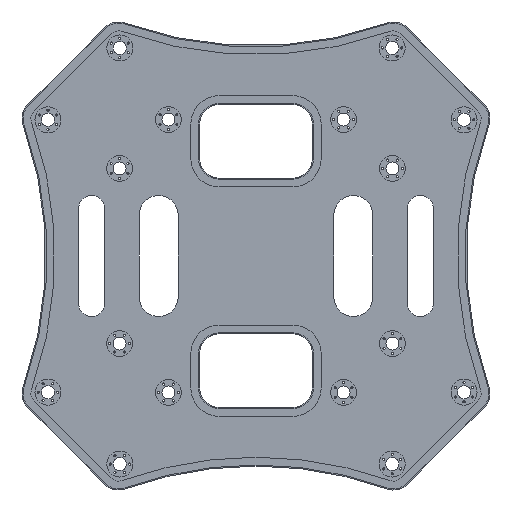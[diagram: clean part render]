
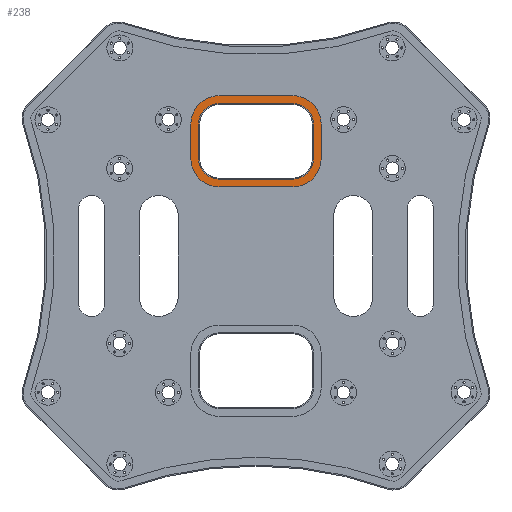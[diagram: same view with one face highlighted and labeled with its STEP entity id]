
A CAD part, front view. The second image highlights one B-rep face of the part: STEP entity #238.
In plain terms, the highlighted planar face has unit normal (0, -1, 0).
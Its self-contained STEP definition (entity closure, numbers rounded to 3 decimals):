
#12 = VECTOR ( 'NONE', #14792, 1000. ) ;
#69 = EDGE_CURVE ( 'NONE', #12582, #4994, #2510, .T. ) ;
#238 = ADVANCED_FACE ( 'NONE', ( #5913, #8884 ), #14368, .T. ) ;
#359 = CARTESIAN_POINT ( 'NONE',  ( -8.5, -0.826, 22.5 ) ) ;
#409 = EDGE_CURVE ( 'NONE', #9542, #16743, #13990, .T. ) ;
#537 = AXIS2_PLACEMENT_3D ( 'NONE', #15821, #8983, #15446 ) ;
#565 = CIRCLE ( 'NONE', #2280, 6.55 ) ;
#885 = CARTESIAN_POINT ( 'NONE',  ( 8.5, -0.826, 37.05 ) ) ;
#966 = CARTESIAN_POINT ( 'NONE',  ( -13.25, -0.826, 0. ) ) ;
#1000 = ORIENTED_EDGE ( 'NONE', *, *, #10977, .T. ) ;
#1019 = AXIS2_PLACEMENT_3D ( 'NONE', #12957, #5758, #10053 ) ;
#1028 = EDGE_CURVE ( 'NONE', #4994, #5556, #565, .T. ) ;
#1183 = DIRECTION ( 'NONE',  ( 0., 1., 0. ) ) ;
#1189 = VECTOR ( 'NONE', #12597, 1000. ) ;
#1351 = VERTEX_POINT ( 'NONE', #9357 ) ;
#1521 = DIRECTION ( 'NONE',  ( 0., 0., 1. ) ) ;
#2038 = DIRECTION ( 'NONE',  ( 0., 0., 1. ) ) ;
#2086 = ORIENTED_EDGE ( 'NONE', *, *, #409, .T. ) ;
#2168 = DIRECTION ( 'NONE',  ( 0., 0., 1. ) ) ;
#2280 = AXIS2_PLACEMENT_3D ( 'NONE', #15029, #11518, #7117 ) ;
#2315 = CARTESIAN_POINT ( 'NONE',  ( -8.5, -0.826, 30.5 ) ) ;
#2510 = LINE ( 'NONE', #7813, #16580 ) ;
#2561 = LINE ( 'NONE', #9380, #12 ) ;
#2563 = CARTESIAN_POINT ( 'NONE',  ( 0., -0.826, 15.95 ) ) ;
#2826 = CARTESIAN_POINT ( 'NONE',  ( 15.05, -0.826, 22.5 ) ) ;
#2842 = ORIENTED_EDGE ( 'NONE', *, *, #17719, .T. ) ;
#2928 = DIRECTION ( 'NONE',  ( 0., 0., -1. ) ) ;
#2966 = EDGE_CURVE ( 'NONE', #10580, #3658, #15206, .T. ) ;
#2999 = VECTOR ( 'NONE', #12342, 1000. ) ;
#3069 = VECTOR ( 'NONE', #10456, 1000. ) ;
#3115 = EDGE_CURVE ( 'NONE', #14883, #13850, #16364, .T. ) ;
#3486 = EDGE_CURVE ( 'NONE', #14117, #3658, #12537, .T. ) ;
#3638 = EDGE_CURVE ( 'NONE', #3952, #13819, #17131, .T. ) ;
#3658 = VERTEX_POINT ( 'NONE', #11548 ) ;
#3675 = CARTESIAN_POINT ( 'NONE',  ( 15.05, -0.826, 30.5 ) ) ;
#3808 = AXIS2_PLACEMENT_3D ( 'NONE', #15822, #8984, #2168 ) ;
#3897 = AXIS2_PLACEMENT_3D ( 'NONE', #8848, #10287, #2038 ) ;
#3952 = VERTEX_POINT ( 'NONE', #10138 ) ;
#4243 = AXIS2_PLACEMENT_3D ( 'NONE', #16703, #11641, #6159 ) ;
#4887 = CARTESIAN_POINT ( 'NONE',  ( -8.5, -0.826, 37.05 ) ) ;
#4994 = VERTEX_POINT ( 'NONE', #2826 ) ;
#5017 = CIRCLE ( 'NONE', #1019, 6.55 ) ;
#5060 = ORIENTED_EDGE ( 'NONE', *, *, #3115, .T. ) ;
#5330 = EDGE_CURVE ( 'NONE', #16671, #13850, #14593, .T. ) ;
#5556 = VERTEX_POINT ( 'NONE', #12772 ) ;
#5758 = DIRECTION ( 'NONE',  ( 0., 1., 0. ) ) ;
#5851 = DIRECTION ( 'NONE',  ( 0., 0., -1. ) ) ;
#5913 = FACE_BOUND ( 'NONE', #7908, .T. ) ;
#6023 = AXIS2_PLACEMENT_3D ( 'NONE', #359, #14064, #10015 ) ;
#6159 = DIRECTION ( 'NONE',  ( 0., 0., 1. ) ) ;
#6220 = ORIENTED_EDGE ( 'NONE', *, *, #3638, .T. ) ;
#6774 = LINE ( 'NONE', #7119, #1189 ) ;
#6921 = CARTESIAN_POINT ( 'NONE',  ( -13.25, -0.826, 30.5 ) ) ;
#7117 = DIRECTION ( 'NONE',  ( 0., 0., 1. ) ) ;
#7119 = CARTESIAN_POINT ( 'NONE',  ( 0., -0.826, 37.05 ) ) ;
#7287 = CIRCLE ( 'NONE', #13338, 6.55 ) ;
#7813 = CARTESIAN_POINT ( 'NONE',  ( 15.05, -0.826, 0. ) ) ;
#7908 = EDGE_LOOP ( 'NONE', ( #2086, #2842, #6220, #10852, #5060, #14614, #1000, #13073 ) ) ;
#7991 = ORIENTED_EDGE ( 'NONE', *, *, #9137, .F. ) ;
#8080 = CARTESIAN_POINT ( 'NONE',  ( -8.5, -0.826, 15.95 ) ) ;
#8238 = VECTOR ( 'NONE', #9430, 1000. ) ;
#8290 = LINE ( 'NONE', #2563, #2999 ) ;
#8314 = CARTESIAN_POINT ( 'NONE',  ( -8.5, -0.826, 17.75 ) ) ;
#8482 = CARTESIAN_POINT ( 'NONE',  ( -15.05, -0.826, 0. ) ) ;
#8602 = ORIENTED_EDGE ( 'NONE', *, *, #1028, .F. ) ;
#8848 = CARTESIAN_POINT ( 'NONE',  ( 8.5, -0.826, 22.5 ) ) ;
#8884 = FACE_OUTER_BOUND ( 'NONE', #13404, .T. ) ;
#8983 = DIRECTION ( 'NONE',  ( 0., -1., 0. ) ) ;
#8984 = DIRECTION ( 'NONE',  ( 0., 1., 0. ) ) ;
#9137 = EDGE_CURVE ( 'NONE', #11754, #12582, #5017, .T. ) ;
#9357 = CARTESIAN_POINT ( 'NONE',  ( -8.5, -0.826, 35.25 ) ) ;
#9380 = CARTESIAN_POINT ( 'NONE',  ( 0., -0.826, 35.25 ) ) ;
#9430 = DIRECTION ( 'NONE',  ( 1., 0., 0. ) ) ;
#9486 = VECTOR ( 'NONE', #5851, 1000. ) ;
#9523 = ORIENTED_EDGE ( 'NONE', *, *, #2966, .F. ) ;
#9542 = VERTEX_POINT ( 'NONE', #9855 ) ;
#9855 = CARTESIAN_POINT ( 'NONE',  ( 8.5, -0.826, 35.25 ) ) ;
#10015 = DIRECTION ( 'NONE',  ( 0., 0., 1. ) ) ;
#10053 = DIRECTION ( 'NONE',  ( 0., 0., 1. ) ) ;
#10138 = CARTESIAN_POINT ( 'NONE',  ( 13.25, -0.826, 22.5 ) ) ;
#10287 = DIRECTION ( 'NONE',  ( 0., 1., 0. ) ) ;
#10456 = DIRECTION ( 'NONE',  ( 0., 0., -1. ) ) ;
#10580 = VERTEX_POINT ( 'NONE', #8080 ) ;
#10852 = ORIENTED_EDGE ( 'NONE', *, *, #15540, .F. ) ;
#10977 = EDGE_CURVE ( 'NONE', #16671, #1351, #13293, .T. ) ;
#11020 = CARTESIAN_POINT ( 'NONE',  ( -8.5, -0.826, 22.5 ) ) ;
#11518 = DIRECTION ( 'NONE',  ( 0., 1., 0. ) ) ;
#11548 = CARTESIAN_POINT ( 'NONE',  ( -15.05, -0.826, 22.5 ) ) ;
#11641 = DIRECTION ( 'NONE',  ( 0., 1., 0. ) ) ;
#11654 = DIRECTION ( 'NONE',  ( 0., 1., 0. ) ) ;
#11754 = VERTEX_POINT ( 'NONE', #885 ) ;
#12342 = DIRECTION ( 'NONE',  ( 1., 0., 0. ) ) ;
#12379 = ORIENTED_EDGE ( 'NONE', *, *, #3486, .T. ) ;
#12398 = ORIENTED_EDGE ( 'NONE', *, *, #13539, .F. ) ;
#12491 = CARTESIAN_POINT ( 'NONE',  ( 13.25, -0.826, 30.5 ) ) ;
#12537 = LINE ( 'NONE', #8482, #14810 ) ;
#12582 = VERTEX_POINT ( 'NONE', #3675 ) ;
#12597 = DIRECTION ( 'NONE',  ( 1., 0., 0. ) ) ;
#12772 = CARTESIAN_POINT ( 'NONE',  ( 8.5, -0.826, 15.95 ) ) ;
#12957 = CARTESIAN_POINT ( 'NONE',  ( 8.5, -0.826, 30.5 ) ) ;
#13073 = ORIENTED_EDGE ( 'NONE', *, *, #16322, .T. ) ;
#13293 = CIRCLE ( 'NONE', #3808, 4.75 ) ;
#13338 = AXIS2_PLACEMENT_3D ( 'NONE', #2315, #11654, #17163 ) ;
#13404 = EDGE_LOOP ( 'NONE', ( #13453, #12398, #12379, #9523, #17763, #8602, #17114, #7991 ) ) ;
#13453 = ORIENTED_EDGE ( 'NONE', *, *, #17662, .F. ) ;
#13539 = EDGE_CURVE ( 'NONE', #14117, #17718, #7287, .T. ) ;
#13616 = EDGE_CURVE ( 'NONE', #10580, #5556, #8290, .T. ) ;
#13819 = VERTEX_POINT ( 'NONE', #14592 ) ;
#13850 = VERTEX_POINT ( 'NONE', #15681 ) ;
#13990 = CIRCLE ( 'NONE', #4243, 4.75 ) ;
#14022 = CARTESIAN_POINT ( 'NONE',  ( -15.05, -0.826, 30.5 ) ) ;
#14029 = LINE ( 'NONE', #17032, #9486 ) ;
#14064 = DIRECTION ( 'NONE',  ( 0., 1., 0. ) ) ;
#14117 = VERTEX_POINT ( 'NONE', #14022 ) ;
#14351 = AXIS2_PLACEMENT_3D ( 'NONE', #11020, #1183, #1521 ) ;
#14368 = PLANE ( 'NONE',  #537 ) ;
#14592 = CARTESIAN_POINT ( 'NONE',  ( 8.5, -0.826, 17.75 ) ) ;
#14593 = LINE ( 'NONE', #966, #3069 ) ;
#14614 = ORIENTED_EDGE ( 'NONE', *, *, #5330, .F. ) ;
#14792 = DIRECTION ( 'NONE',  ( 1., 0., 0. ) ) ;
#14810 = VECTOR ( 'NONE', #2928, 1000. ) ;
#14883 = VERTEX_POINT ( 'NONE', #8314 ) ;
#15029 = CARTESIAN_POINT ( 'NONE',  ( 8.5, -0.826, 22.5 ) ) ;
#15206 = CIRCLE ( 'NONE', #14351, 6.55 ) ;
#15446 = DIRECTION ( 'NONE',  ( 0., 0., 1. ) ) ;
#15540 = EDGE_CURVE ( 'NONE', #14883, #13819, #17483, .T. ) ;
#15681 = CARTESIAN_POINT ( 'NONE',  ( -13.25, -0.826, 22.5 ) ) ;
#15821 = CARTESIAN_POINT ( 'NONE',  ( 0., -0.826, 0. ) ) ;
#15822 = CARTESIAN_POINT ( 'NONE',  ( -8.5, -0.826, 30.5 ) ) ;
#15925 = DIRECTION ( 'NONE',  ( 0., 0., -1. ) ) ;
#16281 = CARTESIAN_POINT ( 'NONE',  ( 0., -0.826, 17.75 ) ) ;
#16322 = EDGE_CURVE ( 'NONE', #1351, #9542, #2561, .T. ) ;
#16364 = CIRCLE ( 'NONE', #6023, 4.75 ) ;
#16580 = VECTOR ( 'NONE', #15925, 1000. ) ;
#16671 = VERTEX_POINT ( 'NONE', #6921 ) ;
#16703 = CARTESIAN_POINT ( 'NONE',  ( 8.5, -0.826, 30.5 ) ) ;
#16743 = VERTEX_POINT ( 'NONE', #12491 ) ;
#17032 = CARTESIAN_POINT ( 'NONE',  ( 13.25, -0.826, 0. ) ) ;
#17114 = ORIENTED_EDGE ( 'NONE', *, *, #69, .F. ) ;
#17131 = CIRCLE ( 'NONE', #3897, 4.75 ) ;
#17163 = DIRECTION ( 'NONE',  ( 0., 0., 1. ) ) ;
#17483 = LINE ( 'NONE', #16281, #8238 ) ;
#17662 = EDGE_CURVE ( 'NONE', #17718, #11754, #6774, .T. ) ;
#17718 = VERTEX_POINT ( 'NONE', #4887 ) ;
#17719 = EDGE_CURVE ( 'NONE', #16743, #3952, #14029, .T. ) ;
#17763 = ORIENTED_EDGE ( 'NONE', *, *, #13616, .T. ) ;
